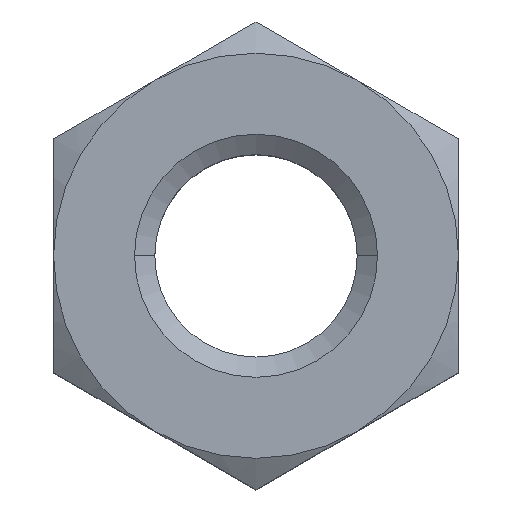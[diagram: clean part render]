
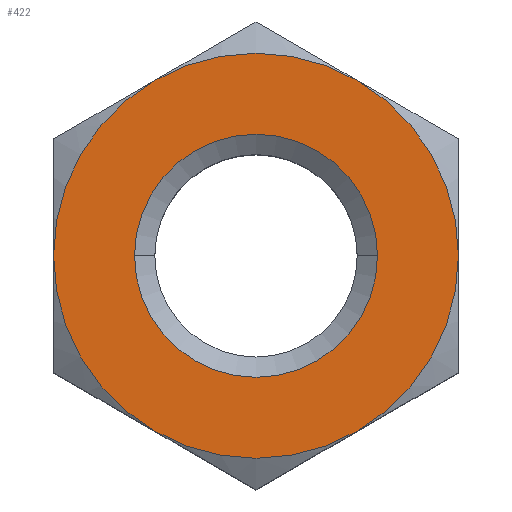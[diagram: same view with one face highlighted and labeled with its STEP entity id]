
A CAD part, top view. The second image highlights one B-rep face of the part: STEP entity #422.
In plain terms, the highlighted planar face has unit normal (0, 0, 1).
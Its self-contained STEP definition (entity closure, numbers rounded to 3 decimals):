
#1 = AXIS2_PLACEMENT_3D ( 'NONE', #70, #62, #55 ) ;
#55 = DIRECTION ( 'NONE',  ( 1., 0., 0. ) ) ;
#56 = CARTESIAN_POINT ( 'NONE',  ( 0., 0., 0. ) ) ;
#57 = DIRECTION ( 'NONE',  ( 0., 0., -1. ) ) ;
#59 = CARTESIAN_POINT ( 'NONE',  ( 0., 0., 0. ) ) ;
#62 = DIRECTION ( 'NONE',  ( 0., 0., 1. ) ) ;
#64 = CARTESIAN_POINT ( 'NONE',  ( -2.5, -4.33, 0. ) ) ;
#66 = AXIS2_PLACEMENT_3D ( 'NONE', #707, #650, #606 ) ;
#70 = CARTESIAN_POINT ( 'NONE',  ( 0., 0., 0. ) ) ;
#72 = CIRCLE ( 'NONE', #864, 3. ) ;
#77 = CIRCLE ( 'NONE', #382, 5. ) ;
#78 = CARTESIAN_POINT ( 'NONE',  ( -3., 0., 0. ) ) ;
#79 = PLANE ( 'NONE',  #756 ) ;
#82 = DIRECTION ( 'NONE',  ( -1., 0., 0. ) ) ;
#86 = CARTESIAN_POINT ( 'NONE',  ( 0., 0., 0. ) ) ;
#100 = CIRCLE ( 'NONE', #745, 5. ) ;
#112 = CIRCLE ( 'NONE', #1, 3. ) ;
#115 = EDGE_CURVE ( 'NONE', #308, #749, #269, .T. ) ;
#119 = DIRECTION ( 'NONE',  ( -1., 0., 0. ) ) ;
#132 = DIRECTION ( 'NONE',  ( -1., 0., 0. ) ) ;
#151 = DIRECTION ( 'NONE',  ( 0., 0., -1. ) ) ;
#160 = CARTESIAN_POINT ( 'NONE',  ( 0., 0., 0. ) ) ;
#164 = CARTESIAN_POINT ( 'NONE',  ( 0., 0., 0. ) ) ;
#169 = CIRCLE ( 'NONE', #66, 5. ) ;
#178 = DIRECTION ( 'NONE',  ( -1., 0., 0. ) ) ;
#202 = FACE_OUTER_BOUND ( 'NONE', #833, .T. ) ;
#214 = CARTESIAN_POINT ( 'NONE',  ( 0., 0., 0. ) ) ;
#221 = FACE_BOUND ( 'NONE', #421, .T. ) ;
#222 = AXIS2_PLACEMENT_3D ( 'NONE', #56, #229, #510 ) ;
#229 = DIRECTION ( 'NONE',  ( 0., 0., -1. ) ) ;
#233 = EDGE_CURVE ( 'NONE', #496, #542, #241, .T. ) ;
#237 = EDGE_CURVE ( 'NONE', #542, #434, #255, .T. ) ;
#241 = CIRCLE ( 'NONE', #374, 5. ) ;
#253 = DIRECTION ( 'NONE',  ( -1., 0., 0. ) ) ;
#255 = CIRCLE ( 'NONE', #222, 5. ) ;
#258 = DIRECTION ( 'NONE',  ( 1., 0., 0. ) ) ;
#259 = DIRECTION ( 'NONE',  ( 0., 0., -1. ) ) ;
#269 = CIRCLE ( 'NONE', #722, 5. ) ;
#293 = CARTESIAN_POINT ( 'NONE',  ( 2.5, 4.33, 0. ) ) ;
#302 = ORIENTED_EDGE ( 'NONE', *, *, #862, .F. ) ;
#308 = VERTEX_POINT ( 'NONE', #682 ) ;
#326 = ORIENTED_EDGE ( 'NONE', *, *, #842, .F. ) ;
#367 = ORIENTED_EDGE ( 'NONE', *, *, #892, .F. ) ;
#374 = AXIS2_PLACEMENT_3D ( 'NONE', #59, #57, #132 ) ;
#382 = AXIS2_PLACEMENT_3D ( 'NONE', #160, #641, #253 ) ;
#403 = CARTESIAN_POINT ( 'NONE',  ( 0., 5.774, 0. ) ) ;
#421 = EDGE_LOOP ( 'NONE', ( #302, #801 ) ) ;
#422 = ADVANCED_FACE ( 'NONE', ( #221, #202 ), #79, .F. ) ;
#423 = ORIENTED_EDGE ( 'NONE', *, *, #588, .T. ) ;
#434 = VERTEX_POINT ( 'NONE', #293 ) ;
#446 = CARTESIAN_POINT ( 'NONE',  ( -2.5, 4.33, 0. ) ) ;
#469 = ORIENTED_EDGE ( 'NONE', *, *, #233, .F. ) ;
#496 = VERTEX_POINT ( 'NONE', #742 ) ;
#510 = DIRECTION ( 'NONE',  ( -1., 0., 0. ) ) ;
#542 = VERTEX_POINT ( 'NONE', #446 ) ;
#588 = EDGE_CURVE ( 'NONE', #884, #434, #169, .T. ) ;
#598 = CARTESIAN_POINT ( 'NONE',  ( 5., 0., 0. ) ) ;
#601 = DIRECTION ( 'NONE',  ( 0., 0., -1. ) ) ;
#606 = DIRECTION ( 'NONE',  ( 1., 0., 0. ) ) ;
#641 = DIRECTION ( 'NONE',  ( 0., 0., -1. ) ) ;
#642 = DIRECTION ( 'NONE',  ( 0., 0., 1. ) ) ;
#650 = DIRECTION ( 'NONE',  ( 0., 0., 1. ) ) ;
#682 = CARTESIAN_POINT ( 'NONE',  ( 2.5, -4.33, 0. ) ) ;
#699 = CARTESIAN_POINT ( 'NONE',  ( 3., 0., 0. ) ) ;
#707 = CARTESIAN_POINT ( 'NONE',  ( 0., 0., 0. ) ) ;
#722 = AXIS2_PLACEMENT_3D ( 'NONE', #214, #151, #119 ) ;
#726 = EDGE_CURVE ( 'NONE', #863, #874, #112, .T. ) ;
#742 = CARTESIAN_POINT ( 'NONE',  ( -5., 0., 0. ) ) ;
#745 = AXIS2_PLACEMENT_3D ( 'NONE', #86, #601, #178 ) ;
#749 = VERTEX_POINT ( 'NONE', #64 ) ;
#756 = AXIS2_PLACEMENT_3D ( 'NONE', #403, #259, #82 ) ;
#797 = ORIENTED_EDGE ( 'NONE', *, *, #237, .F. ) ;
#801 = ORIENTED_EDGE ( 'NONE', *, *, #726, .F. ) ;
#833 = EDGE_LOOP ( 'NONE', ( #469, #326, #850, #367, #423, #797 ) ) ;
#842 = EDGE_CURVE ( 'NONE', #749, #496, #77, .T. ) ;
#850 = ORIENTED_EDGE ( 'NONE', *, *, #115, .F. ) ;
#862 = EDGE_CURVE ( 'NONE', #874, #863, #72, .T. ) ;
#863 = VERTEX_POINT ( 'NONE', #78 ) ;
#864 = AXIS2_PLACEMENT_3D ( 'NONE', #164, #642, #258 ) ;
#874 = VERTEX_POINT ( 'NONE', #699 ) ;
#884 = VERTEX_POINT ( 'NONE', #598 ) ;
#892 = EDGE_CURVE ( 'NONE', #884, #308, #100, .T. ) ;
